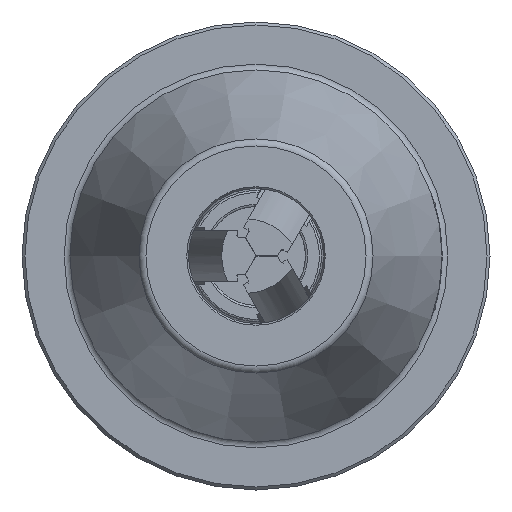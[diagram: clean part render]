
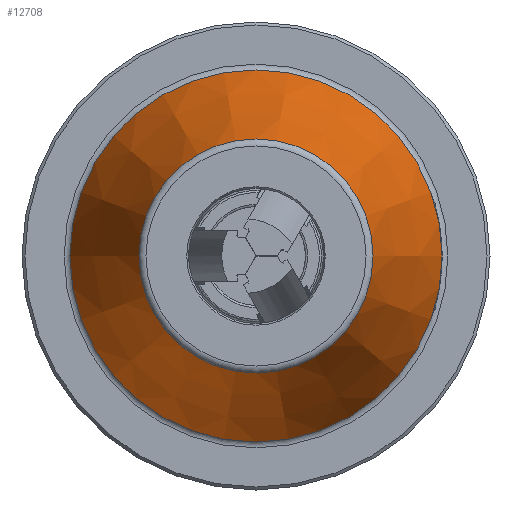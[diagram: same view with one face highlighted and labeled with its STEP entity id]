
A CAD part, left-side view. The second image highlights one B-rep face of the part: STEP entity #12708.
In plain terms, the highlighted conical face has half-angle 20 degrees and reference radius 25.05 mm.
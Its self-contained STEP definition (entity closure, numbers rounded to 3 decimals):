
#1103=CONICAL_SURFACE('',#13849,25.05,0.349);
#1677=FACE_OUTER_BOUND('',#2404,.T.);
#2404=EDGE_LOOP('',(#9034,#9035,#9036,#9037,#9038,#9039));
#3128=LINE('',#24905,#3634);
#3634=VECTOR('',#16008,25.05);
#4226=CIRCLE('',#13844,15.753);
#4227=CIRCLE('',#13845,15.753);
#4231=CIRCLE('',#13850,25.05);
#4232=CIRCLE('',#13851,25.05);
#4997=VERTEX_POINT('',#24891);
#4998=VERTEX_POINT('',#24892);
#5001=VERTEX_POINT('',#24901);
#5002=VERTEX_POINT('',#24902);
#6540=EDGE_CURVE('',#4997,#4998,#4226,.T.);
#6541=EDGE_CURVE('',#4998,#4997,#4227,.T.);
#6545=EDGE_CURVE('',#5001,#5002,#4231,.T.);
#6546=EDGE_CURVE('',#5002,#5001,#4232,.T.);
#6547=EDGE_CURVE('',#5002,#4998,#3128,.T.);
#9034=ORIENTED_EDGE('',*,*,#6545,.F.);
#9035=ORIENTED_EDGE('',*,*,#6546,.F.);
#9036=ORIENTED_EDGE('',*,*,#6547,.T.);
#9037=ORIENTED_EDGE('',*,*,#6541,.T.);
#9038=ORIENTED_EDGE('',*,*,#6540,.T.);
#9039=ORIENTED_EDGE('',*,*,#6547,.F.);
#12708=ADVANCED_FACE('',(#1677),#1103,.T.);
#13844=AXIS2_PLACEMENT_3D('',#24893,#15992,#15993);
#13845=AXIS2_PLACEMENT_3D('',#24894,#15994,#15995);
#13849=AXIS2_PLACEMENT_3D('',#24900,#16002,#16003);
#13850=AXIS2_PLACEMENT_3D('',#24903,#16004,#16005);
#13851=AXIS2_PLACEMENT_3D('',#24904,#16006,#16007);
#15992=DIRECTION('center_axis',(0.,-1.,0.));
#15993=DIRECTION('ref_axis',(0.,0.,-1.));
#15994=DIRECTION('center_axis',(0.,-1.,0.));
#15995=DIRECTION('ref_axis',(0.,0.,-1.));
#16002=DIRECTION('center_axis',(0.,-1.,0.));
#16003=DIRECTION('ref_axis',(0.,0.,-1.));
#16004=DIRECTION('center_axis',(0.,-1.,0.));
#16005=DIRECTION('ref_axis',(0.,0.,-1.));
#16006=DIRECTION('center_axis',(0.,-1.,0.));
#16007=DIRECTION('ref_axis',(0.,0.,-1.));
#16008=DIRECTION('',(0.,0.94,-0.342));
#24891=CARTESIAN_POINT('',(0.,69.342,-15.753));
#24892=CARTESIAN_POINT('',(0.,69.342,15.753));
#24893=CARTESIAN_POINT('Origin',(0.,69.342,0.));
#24894=CARTESIAN_POINT('Origin',(0.,69.342,0.));
#24900=CARTESIAN_POINT('Origin',(0.,43.8,0.));
#24901=CARTESIAN_POINT('',(0.,43.8,-25.05));
#24902=CARTESIAN_POINT('',(0.,43.8,25.05));
#24903=CARTESIAN_POINT('Origin',(0.,43.8,0.));
#24904=CARTESIAN_POINT('Origin',(0.,43.8,0.));
#24905=CARTESIAN_POINT('',(0.,43.8,25.05));
